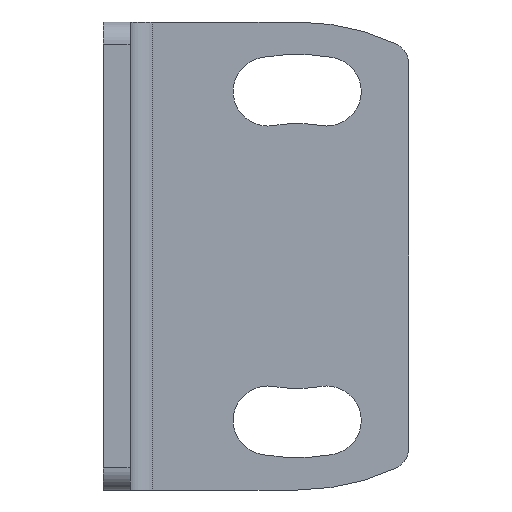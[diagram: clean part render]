
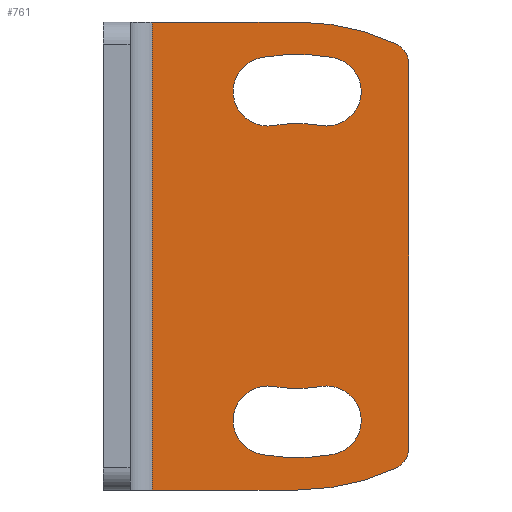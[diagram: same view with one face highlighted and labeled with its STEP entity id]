
A CAD part, left-side view. The second image highlights one B-rep face of the part: STEP entity #761.
In plain terms, the highlighted planar face has unit normal (-1, 0, 0).
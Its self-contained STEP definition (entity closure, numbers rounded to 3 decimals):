
#5=CARTESIAN_POINT('',(3.4,-6.1,8.617));
#6=DIRECTION('',(-1.,0.,0.));
#7=DIRECTION('',(0.,-1.,0.));
#8=AXIS2_PLACEMENT_3D('',#5,#6,#7);
#10=CARTESIAN_POINT('',(3.4,-6.1,-8.617));
#11=DIRECTION('',(-1.,0.,0.));
#12=DIRECTION('',(0.,-0.421,-0.907));
#13=AXIS2_PLACEMENT_3D('',#10,#11,#12);
#15=CARTESIAN_POINT('',(3.4,-2.1,0.));
#16=DIRECTION('',(-1.,0.,0.));
#17=DIRECTION('',(0.,0.,-1.));
#18=AXIS2_PLACEMENT_3D('',#15,#16,#17);
#20=CARTESIAN_POINT('',(3.4,-2.1,0.));
#21=DIRECTION('',(-1.,0.,0.));
#22=DIRECTION('',(0.,-0.421,0.907));
#23=AXIS2_PLACEMENT_3D('',#20,#21,#22);
#25=CARTESIAN_POINT('',(3.4,-0.775,-7.382));
#26=DIRECTION('',(1.,0.,0.));
#27=DIRECTION('',(0.,0.177,-0.984));
#28=AXIS2_PLACEMENT_3D('',#25,#26,#27);
#30=CARTESIAN_POINT('',(3.4,-2.1,0.));
#31=DIRECTION('',(1.,0.,0.));
#32=DIRECTION('',(0.,-0.177,-0.984));
#33=AXIS2_PLACEMENT_3D('',#30,#31,#32);
#35=CARTESIAN_POINT('',(3.4,-3.425,-7.382));
#36=DIRECTION('',(1.,0.,0.));
#37=DIRECTION('',(0.,0.177,0.984));
#38=AXIS2_PLACEMENT_3D('',#35,#36,#37);
#40=CARTESIAN_POINT('',(3.4,-2.1,0.));
#41=DIRECTION('',(-1.,0.,0.));
#42=DIRECTION('',(0.,0.177,-0.984));
#43=AXIS2_PLACEMENT_3D('',#40,#41,#42);
#45=CARTESIAN_POINT('',(3.4,-0.775,-7.382));
#46=DIRECTION('',(1.,0.,0.));
#47=DIRECTION('',(0.,1.,0.));
#48=AXIS2_PLACEMENT_3D('',#45,#46,#47);
#50=CARTESIAN_POINT('',(3.4,-3.425,7.382));
#51=DIRECTION('',(1.,0.,0.));
#52=DIRECTION('',(0.,-0.177,0.984));
#53=AXIS2_PLACEMENT_3D('',#50,#51,#52);
#55=CARTESIAN_POINT('',(3.4,-2.1,0.));
#56=DIRECTION('',(1.,0.,0.));
#57=DIRECTION('',(0.,0.177,0.984));
#58=AXIS2_PLACEMENT_3D('',#55,#56,#57);
#60=CARTESIAN_POINT('',(3.4,-0.775,7.382));
#61=DIRECTION('',(1.,0.,0.));
#62=DIRECTION('',(0.,-0.177,-0.984));
#63=AXIS2_PLACEMENT_3D('',#60,#61,#62);
#65=CARTESIAN_POINT('',(3.4,-2.1,0.));
#66=DIRECTION('',(-1.,0.,0.));
#67=DIRECTION('',(0.,-0.177,0.984));
#68=AXIS2_PLACEMENT_3D('',#65,#66,#67);
#70=CARTESIAN_POINT('',(3.4,-3.425,7.382));
#71=DIRECTION('',(1.,0.,0.));
#72=DIRECTION('',(0.,-1.,0.));
#73=AXIS2_PLACEMENT_3D('',#70,#71,#72);
#75=DIRECTION('',(0.,0.,-1.));
#76=VECTOR('',#75,17.234);
#77=CARTESIAN_POINT('',(3.4,-7.1,8.617));
#78=LINE('',#77,#76);
#161=DIRECTION('',(0.,-1.,0.));
#162=VECTOR('',#161,6.5);
#163=CARTESIAN_POINT('',(3.4,4.4,10.5));
#164=LINE('',#163,#162);
#191=DIRECTION('',(0.,0.,1.));
#192=VECTOR('',#191,21.);
#193=CARTESIAN_POINT('',(3.4,4.4,-10.5));
#194=LINE('',#193,#192);
#217=DIRECTION('',(0.,1.,0.));
#218=VECTOR('',#217,6.5);
#219=CARTESIAN_POINT('',(3.4,-2.1,-10.5));
#220=LINE('',#219,#218);
#535=CARTESIAN_POINT('',(3.4,-7.1,8.617));
#536=CARTESIAN_POINT('',(3.4,-6.521,9.524));
#537=VERTEX_POINT('',#535);
#538=VERTEX_POINT('',#536);
#545=CARTESIAN_POINT('',(3.4,-2.1,10.5));
#546=VERTEX_POINT('',#545);
#577=CARTESIAN_POINT('',(3.4,-7.1,-8.617));
#578=VERTEX_POINT('',#577);
#579=CARTESIAN_POINT('',(3.4,-6.521,-9.524));
#580=VERTEX_POINT('',#579);
#581=CARTESIAN_POINT('',(3.4,-2.1,-10.5));
#582=VERTEX_POINT('',#581);
#583=CARTESIAN_POINT('',(3.4,4.4,-10.5));
#584=VERTEX_POINT('',#583);
#593=CARTESIAN_POINT('',(3.4,4.4,10.5));
#594=VERTEX_POINT('',#593);
#595=CARTESIAN_POINT('',(3.4,-0.501,-8.908));
#596=CARTESIAN_POINT('',(3.4,0.775,-7.382));
#597=VERTEX_POINT('',#595);
#598=VERTEX_POINT('',#596);
#599=CARTESIAN_POINT('',(3.4,-1.049,-5.856));
#600=VERTEX_POINT('',#599);
#601=CARTESIAN_POINT('',(3.4,-3.151,-5.856));
#602=VERTEX_POINT('',#601);
#603=CARTESIAN_POINT('',(3.4,-3.699,-8.908));
#604=VERTEX_POINT('',#603);
#605=CARTESIAN_POINT('',(3.4,-3.699,8.908));
#606=CARTESIAN_POINT('',(3.4,-4.975,7.382));
#607=VERTEX_POINT('',#605);
#608=VERTEX_POINT('',#606);
#609=CARTESIAN_POINT('',(3.4,-3.151,5.856));
#610=VERTEX_POINT('',#609);
#611=CARTESIAN_POINT('',(3.4,-1.049,5.856));
#612=VERTEX_POINT('',#611);
#613=CARTESIAN_POINT('',(3.4,-0.501,8.908));
#614=VERTEX_POINT('',#613);
#715=CARTESIAN_POINT('',(3.4,5.4,0.));
#716=DIRECTION('',(-1.,0.,0.));
#717=DIRECTION('',(0.,0.,1.));
#718=AXIS2_PLACEMENT_3D('',#715,#716,#717);
#719=PLANE('',#718);
#720=ORIENTED_EDGE('',*,*,#704,.F.);
#722=ORIENTED_EDGE('',*,*,#721,.T.);
#724=ORIENTED_EDGE('',*,*,#723,.F.);
#726=ORIENTED_EDGE('',*,*,#725,.F.);
#728=ORIENTED_EDGE('',*,*,#727,.T.);
#730=ORIENTED_EDGE('',*,*,#729,.T.);
#732=ORIENTED_EDGE('',*,*,#731,.T.);
#734=ORIENTED_EDGE('',*,*,#733,.F.);
#735=EDGE_LOOP('',(#720,#722,#724,#726,#728,#730,#732,#734));
#736=FACE_OUTER_BOUND('',#735,.F.);
#738=ORIENTED_EDGE('',*,*,#737,.F.);
#740=ORIENTED_EDGE('',*,*,#739,.F.);
#742=ORIENTED_EDGE('',*,*,#741,.F.);
#744=ORIENTED_EDGE('',*,*,#743,.F.);
#746=ORIENTED_EDGE('',*,*,#745,.F.);
#747=EDGE_LOOP('',(#738,#740,#742,#744,#746));
#748=FACE_BOUND('',#747,.F.);
#750=ORIENTED_EDGE('',*,*,#749,.F.);
#752=ORIENTED_EDGE('',*,*,#751,.F.);
#754=ORIENTED_EDGE('',*,*,#753,.F.);
#756=ORIENTED_EDGE('',*,*,#755,.F.);
#758=ORIENTED_EDGE('',*,*,#757,.F.);
#759=EDGE_LOOP('',(#750,#752,#754,#756,#758));
#760=FACE_BOUND('',#759,.F.);
#761=ADVANCED_FACE('',(#736,#748,#760),#719,.T.);
#9=CIRCLE('',#8,1.);
#14=CIRCLE('',#13,1.);
#19=CIRCLE('',#18,10.5);
#24=CIRCLE('',#23,10.5);
#29=CIRCLE('',#28,1.55);
#34=CIRCLE('',#33,9.05);
#39=CIRCLE('',#38,1.55);
#44=CIRCLE('',#43,5.95);
#49=CIRCLE('',#48,1.55);
#54=CIRCLE('',#53,1.55);
#59=CIRCLE('',#58,9.05);
#64=CIRCLE('',#63,1.55);
#69=CIRCLE('',#68,5.95);
#74=CIRCLE('',#73,1.55);
#704=EDGE_CURVE('',#537,#538,#9,.T.);
#721=EDGE_CURVE('',#537,#578,#78,.T.);
#723=EDGE_CURVE('',#580,#578,#14,.T.);
#725=EDGE_CURVE('',#582,#580,#19,.T.);
#727=EDGE_CURVE('',#582,#584,#220,.T.);
#729=EDGE_CURVE('',#584,#594,#194,.T.);
#731=EDGE_CURVE('',#594,#546,#164,.T.);
#733=EDGE_CURVE('',#538,#546,#24,.T.);
#737=EDGE_CURVE('',#597,#598,#29,.T.);
#739=EDGE_CURVE('',#604,#597,#34,.T.);
#741=EDGE_CURVE('',#602,#604,#39,.T.);
#743=EDGE_CURVE('',#600,#602,#44,.T.);
#745=EDGE_CURVE('',#598,#600,#49,.T.);
#749=EDGE_CURVE('',#607,#608,#54,.T.);
#751=EDGE_CURVE('',#614,#607,#59,.T.);
#753=EDGE_CURVE('',#612,#614,#64,.T.);
#755=EDGE_CURVE('',#610,#612,#69,.T.);
#757=EDGE_CURVE('',#608,#610,#74,.T.);
